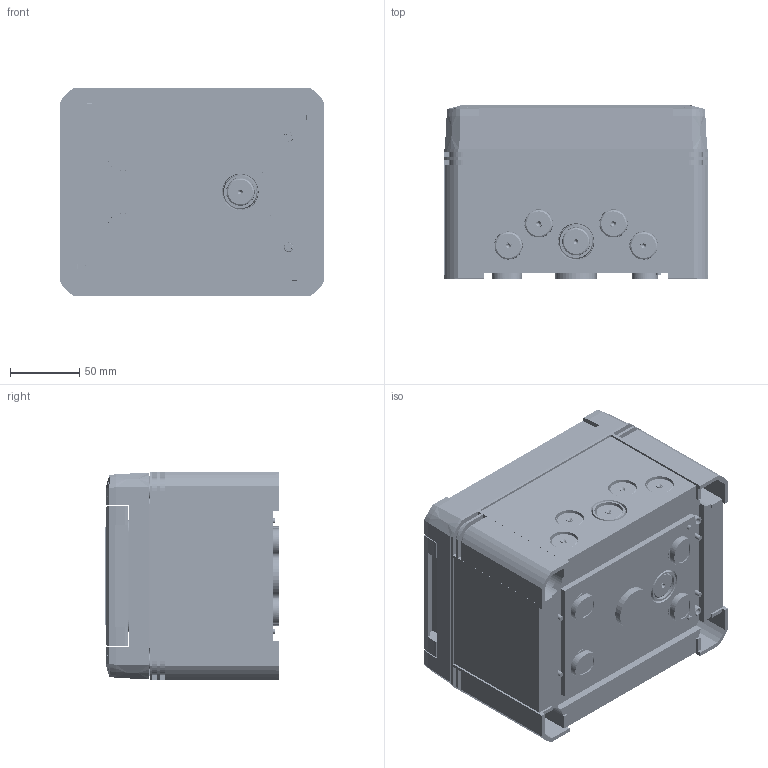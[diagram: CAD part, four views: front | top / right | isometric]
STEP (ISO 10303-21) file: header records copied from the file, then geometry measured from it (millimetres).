
FILE_DESCRIPTION (( 'STEP AP214' ), '1' );
FILE_NAME ('2008844.STP', '2018-03-05T14:31:47', ( '' ), ( '' ), 'SwSTEP 2.0', 'SolidWorks 2016', '' );
FILE_SCHEMA (( 'AUTOMOTIVE_DESIGN' ));
Length unit declared in the file: millimetre
Products named in the file (24): 091280_Standard; 092860_S916-quer; 091320_Mittel, links; 091320_Mittel, rechts; 087700_Standard; 103020_5 Teilungseinheiten; P_0000008922_1_Standard; P_0000008921_1_Standard; ED170-04-02_Standard; 052770_Standard; ED910-25_S-Serie; 052771_052771-5Einheiten; ED910-20_S-Serie; 076708_S916BC-Ab”-SDB-5E; 018602_ISO 7049 - 3,5 x 9,5 F-Z; 037243_38800444 blau; 2008844; 037240_blau 38800444; 037243_38800442gelbgr］; 037240_gelbgr］ 38800442; 037059_Standard; 017982_Standard; 035739_Standard; 092861_S-916
Assembly tree (42 placements, depth 4):
  2008844
    076708_S916BC-Ab”-SDB-5E
    103020_5 Teilungseinheiten
      052771_052771-5Einheiten
      052770_Standard
      P_0000008921_1_Standard
      P_0000008922_1_Standard
    087700_Standard  x4
    091320_Mittel, rechts
    091320_Mittel, links
    092860_S916-quer
    091280_Standard  x2
    092861_S-916
    037243_38800442gelbgr］
      037059_Standard
        035739_Standard
        017982_Standard  x4
      037240_gelbgr］ 38800442
    037243_38800444 blau
      037059_Standard
        035739_Standard
        017982_Standard  x4
      037240_blau 38800444
    018602_ISO 7049 - 3,5 x 9,5 F-Z  x6
    ED910-20_S-Serie  x4
    ED910-25_S-Serie
    ED170-04-02_Standard  x4
Bounding box: 190.5 x 125.62 x 150.9 mm (x, y, z)
Volume: 632104.3 mm3; surface area: 537142.7 mm2
Topology: 42 solids, 42 shells, 5791 faces, 14631 edges, 8881 vertices
Faces by surface type: plane 2289, cylinder 1664, bspline 724, cone 652, torus 278, sphere 184
Entity records: 156857 total; most frequent: CARTESIAN_POINT 47833, ORIENTED_EDGE 23846, DIRECTION 21428, EDGE_CURVE 11923, AXIS2_PLACEMENT_3D 7398, VERTEX_POINT 7381, VECTOR 6632, LINE 6632
